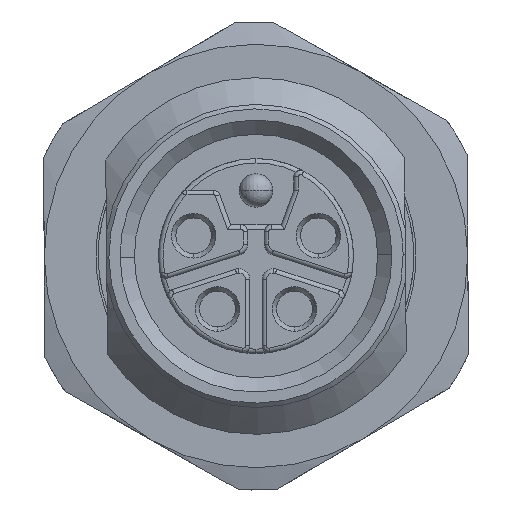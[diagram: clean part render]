
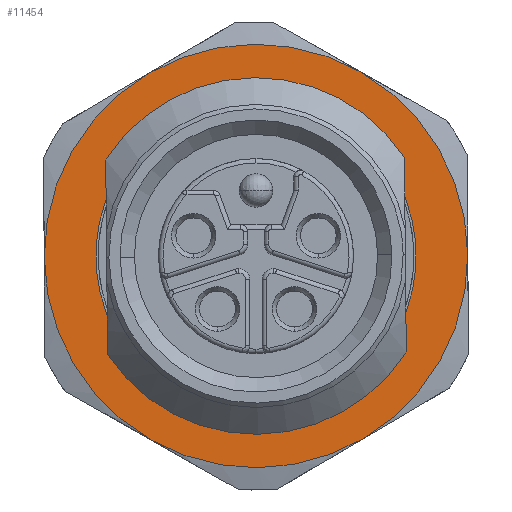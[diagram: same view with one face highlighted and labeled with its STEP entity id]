
A CAD part, left-side view. The second image highlights one B-rep face of the part: STEP entity #11454.
In plain terms, the highlighted planar face has unit normal (-1, 0, 0).
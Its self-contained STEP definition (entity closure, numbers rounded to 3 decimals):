
#3883=CARTESIAN_POINT('',(11.2,0.,
0.));
#3884=DIRECTION('',(-1.,0.,0.));
#3885=DIRECTION('',(0.,0.506,0.863));
#3886=AXIS2_PLACEMENT_3D('',#3883,#3884,#3885);
#3891=CARTESIAN_POINT('',(11.2,0.,
0.));
#3892=DIRECTION('',(-1.,0.,0.));
#3893=DIRECTION('',(0.,-0.494,0.869));
#3894=AXIS2_PLACEMENT_3D('',#3891,#3892,#3893);
#3899=CARTESIAN_POINT('',(11.2,0.,
0.));
#3900=DIRECTION('',(-1.,0.,0.));
#3901=DIRECTION('',(0.,-1.,0.007));
#3902=AXIS2_PLACEMENT_3D('',#3899,#3900,#3901);
#3907=CARTESIAN_POINT('',(11.2,0.,
0.));
#3908=DIRECTION('',(-1.,0.,0.));
#3909=DIRECTION('',(0.,-0.506,-0.863));
#3910=AXIS2_PLACEMENT_3D('',#3907,#3908,#3909);
#3915=CARTESIAN_POINT('',(11.2,0.,
0.));
#3916=DIRECTION('',(-1.,0.,0.));
#3917=DIRECTION('',(0.,0.494,-0.869));
#3918=AXIS2_PLACEMENT_3D('',#3915,#3916,#3917);
#3923=CARTESIAN_POINT('',(11.2,0.,
0.));
#3924=DIRECTION('',(-1.,0.,0.));
#3925=DIRECTION('',(0.,1.,-0.007));
#3926=AXIS2_PLACEMENT_3D('',#3923,#3924,#3925);
#3931=DIRECTION('',(0.,0.01,1.));
#3932=VECTOR('',#3931,1.768);
#3933=CARTESIAN_POINT('',(11.2,6.658,-4.436));
#3934=LINE('',#3933,#3932);
#3938=CARTESIAN_POINT('',(11.2,0.,0.));
#3939=DIRECTION('',(1.,0.,0.));
#3940=DIRECTION('',(0.,-0.843,-0.538));
#3941=AXIS2_PLACEMENT_3D('',#3938,#3939,#3940);
#3946=DIRECTION('',(0.,-0.01,-1.));
#3947=VECTOR('',#3946,1.768);
#3948=CARTESIAN_POINT('',(11.2,-6.725,-2.539));
#3949=LINE('',#3948,#3947);
#3953=CARTESIAN_POINT('',(11.2,0.,0.));
#3954=DIRECTION('',(1.,0.,0.));
#3955=DIRECTION('',(0.,-0.929,0.371));
#3956=AXIS2_PLACEMENT_3D('',#3953,#3954,#3955);
#3961=DIRECTION('',(0.,-0.01,-1.));
#3962=VECTOR('',#3961,1.768);
#3963=CARTESIAN_POINT('',(11.2,-6.658,4.436));
#3964=LINE('',#3963,#3962);
#3968=CARTESIAN_POINT('',(11.2,0.,0.));
#3969=DIRECTION('',(1.,0.,0.));
#3970=DIRECTION('',(0.,0.843,0.538));
#3971=AXIS2_PLACEMENT_3D('',#3968,#3969,#3970);
#3976=DIRECTION('',(0.,0.01,1.));
#3977=VECTOR('',#3976,1.768);
#3978=CARTESIAN_POINT('',(11.2,6.725,2.539));
#3979=LINE('',#3978,#3977);
#3983=CARTESIAN_POINT('',(11.2,0.,0.));
#3984=DIRECTION('',(1.,0.,0.));
#3985=DIRECTION('',(0.,0.929,-0.371));
#3986=AXIS2_PLACEMENT_3D('',#3983,#3984,#3985);
#7654=CARTESIAN_POINT('',(11.2,6.658,-4.436));
#7656=VERTEX_POINT('',#7654);
#7657=CARTESIAN_POINT('',(11.2,-6.742,-4.307));
#7658=VERTEX_POINT('',#7657);
#7662=CARTESIAN_POINT('',(11.2,-6.658,4.436));
#7664=VERTEX_POINT('',#7662);
#7665=CARTESIAN_POINT('',(11.2,6.742,4.307));
#7666=VERTEX_POINT('',#7665);
#7728=CARTESIAN_POINT('',(11.2,6.675,-2.668));
#7730=VERTEX_POINT('',#7728);
#7732=CARTESIAN_POINT('',(11.2,6.725,2.539));
#7733=VERTEX_POINT('',#7732);
#7736=CARTESIAN_POINT('',(11.2,-6.675,2.668));
#7738=VERTEX_POINT('',#7736);
#7740=CARTESIAN_POINT('',(11.2,-6.725,-2.539));
#7741=VERTEX_POINT('',#7740);
#7916=CARTESIAN_POINT('',(11.2,4.807,8.194));
#7917=CARTESIAN_POINT('',(11.2,9.5,
-0.066));
#7918=VERTEX_POINT('',#7916);
#7919=VERTEX_POINT('',#7917);
#7920=CARTESIAN_POINT('',(11.2,4.692,-8.26));
#7921=VERTEX_POINT('',#7920);
#7922=CARTESIAN_POINT('',(11.2,-4.807,
-8.194));
#7923=VERTEX_POINT('',#7922);
#7924=CARTESIAN_POINT('',(11.2,-9.5,
0.066));
#7925=VERTEX_POINT('',#7924);
#7926=CARTESIAN_POINT('',(11.2,-4.692,8.26));
#7927=VERTEX_POINT('',#7926);
#11420=CARTESIAN_POINT('',(11.2,0.,0.));
#11421=DIRECTION('',(-1.,0.,0.));
#11422=DIRECTION('',(0.,0.,1.));
#11423=AXIS2_PLACEMENT_3D('',#11420,#11421,#11422);
#11424=PLANE('',#11423);
#11426=ORIENTED_EDGE('',*,*,#11425,.F.);
#11428=ORIENTED_EDGE('',*,*,#11427,.F.);
#11430=ORIENTED_EDGE('',*,*,#11429,.F.);
#11432=ORIENTED_EDGE('',*,*,#11431,.F.);
#11434=ORIENTED_EDGE('',*,*,#11433,.F.);
#11436=ORIENTED_EDGE('',*,*,#11435,.F.);
#11437=EDGE_LOOP('',(#11426,#11428,#11430,#11432,#11434,#11436));
#11438=FACE_OUTER_BOUND('',#11437,.F.);
#11440=ORIENTED_EDGE('',*,*,#11439,.F.);
#11442=ORIENTED_EDGE('',*,*,#11441,.F.);
#11443=ORIENTED_EDGE('',*,*,#11383,.F.);
#11444=ORIENTED_EDGE('',*,*,#11411,.F.);
#11445=ORIENTED_EDGE('',*,*,#11401,.F.);
#11447=ORIENTED_EDGE('',*,*,#11446,.F.);
#11449=ORIENTED_EDGE('',*,*,#11448,.F.);
#11451=ORIENTED_EDGE('',*,*,#11450,.F.);
#11452=EDGE_LOOP('',(#11440,#11442,#11443,#11444,#11445,#11447,#11449,#11451));
#11453=FACE_BOUND('',#11452,.F.);
#11454=ADVANCED_FACE('',(#11438,#11453),#11424,.T.);
#3887=CIRCLE('',#3886,9.5);
#3895=CIRCLE('',#3894,9.5);
#3903=CIRCLE('',#3902,9.5);
#3911=CIRCLE('',#3910,9.5);
#3919=CIRCLE('',#3918,9.5);
#3927=CIRCLE('',#3926,9.5);
#3942=CIRCLE('',#3941,8.);
#3957=CIRCLE('',#3956,7.188);
#3972=CIRCLE('',#3971,8.);
#3987=CIRCLE('',#3986,7.188);
#11383=EDGE_CURVE('',#7741,#7658,#3949,.T.);
#11401=EDGE_CURVE('',#7664,#7738,#3964,.T.);
#11411=EDGE_CURVE('',#7738,#7741,#3957,.T.);
#11425=EDGE_CURVE('',#7918,#7919,#3887,.T.);
#11427=EDGE_CURVE('',#7927,#7918,#3895,.T.);
#11429=EDGE_CURVE('',#7925,#7927,#3903,.T.);
#11431=EDGE_CURVE('',#7923,#7925,#3911,.T.);
#11433=EDGE_CURVE('',#7921,#7923,#3919,.T.);
#11435=EDGE_CURVE('',#7919,#7921,#3927,.T.);
#11439=EDGE_CURVE('',#7656,#7730,#3934,.T.);
#11441=EDGE_CURVE('',#7658,#7656,#3942,.T.);
#11446=EDGE_CURVE('',#7666,#7664,#3972,.T.);
#11448=EDGE_CURVE('',#7733,#7666,#3979,.T.);
#11450=EDGE_CURVE('',#7730,#7733,#3987,.T.);
